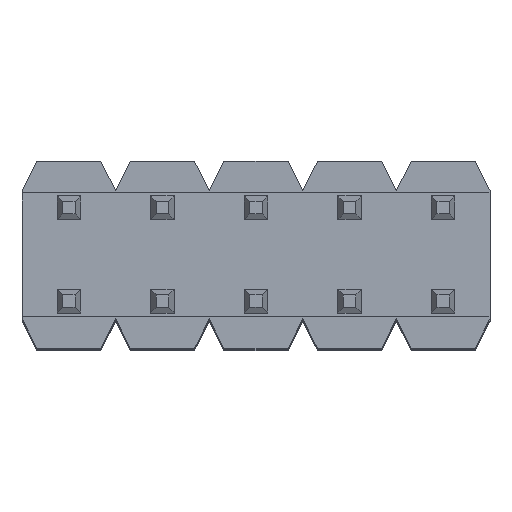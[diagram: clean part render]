
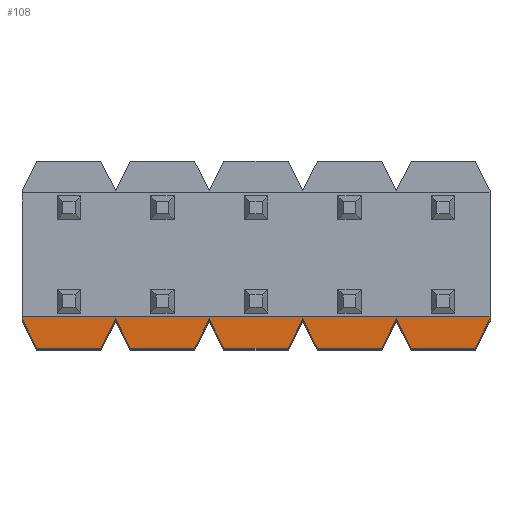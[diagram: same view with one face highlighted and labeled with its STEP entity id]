
A CAD part, top view. The second image highlights one B-rep face of the part: STEP entity #108.
In plain terms, the highlighted planar face has unit normal (0, 0, 1).
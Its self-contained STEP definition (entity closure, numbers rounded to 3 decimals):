
#59 = CARTESIAN_POINT ( 'NONE',  ( 39.304, -19.652, 41.5 ) ) ;
#108 = ADVANCED_FACE ( 'NONE', ( #324 ), #6516, .F. ) ;
#187 = LINE ( 'NONE', #10660, #8255 ) ;
#201 = ORIENTED_EDGE ( 'NONE', *, *, #6779, .T. ) ;
#221 = VECTOR ( 'NONE', #8259, 1000. ) ;
#271 = CARTESIAN_POINT ( 'NONE',  ( -50.8, -2.54, 41.5 ) ) ;
#324 = FACE_OUTER_BOUND ( 'NONE', #8423, .T. ) ;
#355 = ORIENTED_EDGE ( 'NONE', *, *, #3293, .T. ) ;
#358 = ORIENTED_EDGE ( 'NONE', *, *, #4819, .T. ) ;
#541 = LINE ( 'NONE', #1215, #2221 ) ;
#647 = CARTESIAN_POINT ( 'NONE',  ( 41.04, -2.54, 41.5 ) ) ;
#689 = CARTESIAN_POINT ( 'NONE',  ( 50.4, -2.54, 41.5 ) ) ;
#840 = LINE ( 'NONE', #6084, #1818 ) ;
#848 = VERTEX_POINT ( 'NONE', #8008 ) ;
#854 = CARTESIAN_POINT ( 'NONE',  ( 33.848, 16.924, 41.5 ) ) ;
#930 = DIRECTION ( 'NONE',  ( 1., 0., 0. ) ) ;
#935 = EDGE_CURVE ( 'NONE', #9842, #5870, #187, .T. ) ;
#1060 = DIRECTION ( 'NONE',  ( 1., 0., 0. ) ) ;
#1074 = VERTEX_POINT ( 'NONE', #5641 ) ;
#1215 = CARTESIAN_POINT ( 'NONE',  ( 35.24, -17.62, 41.5 ) ) ;
#1267 = DIRECTION ( 'NONE',  ( 1., 0., 0. ) ) ;
#1309 = VECTOR ( 'NONE', #3438, 1000. ) ;
#1525 = LINE ( 'NONE', #8391, #2145 ) ;
#1586 = EDGE_CURVE ( 'NONE', #4075, #1685, #8188, .T. ) ;
#1613 = CARTESIAN_POINT ( 'NONE',  ( 31.816, 15.908, 41.5 ) ) ;
#1619 = ORIENTED_EDGE ( 'NONE', *, *, #1853, .T. ) ;
#1623 = CARTESIAN_POINT ( 'NONE',  ( 48.66, -2.54, 41.5 ) ) ;
#1685 = VERTEX_POINT ( 'NONE', #2002 ) ;
#1818 = VECTOR ( 'NONE', #4276, 1000. ) ;
#1853 = EDGE_CURVE ( 'NONE', #7429, #11083, #4290, .T. ) ;
#2002 = CARTESIAN_POINT ( 'NONE',  ( 50.8, -1.675, 41.5 ) ) ;
#2063 = CARTESIAN_POINT ( 'NONE',  ( 45.32, -2.54, 41.5 ) ) ;
#2109 = VECTOR ( 'NONE', #1060, 1000. ) ;
#2145 = VECTOR ( 'NONE', #6597, 1000. ) ;
#2203 = EDGE_CURVE ( 'NONE', #11083, #9133, #1525, .T. ) ;
#2221 = VECTOR ( 'NONE', #4646, 1000. ) ;
#2250 = EDGE_CURVE ( 'NONE', #848, #9842, #10192, .T. ) ;
#2332 = EDGE_CURVE ( 'NONE', #10688, #2895, #840, .T. ) ;
#2488 = CARTESIAN_POINT ( 'NONE',  ( 42.78, -2.54, 41.5 ) ) ;
#2885 = CARTESIAN_POINT ( 'NONE',  ( 45.72, -1.74, 41.5 ) ) ;
#2895 = VERTEX_POINT ( 'NONE', #3238 ) ;
#3238 = CARTESIAN_POINT ( 'NONE',  ( 46.12, -2.54, 41.5 ) ) ;
#3248 = ORIENTED_EDGE ( 'NONE', *, *, #4396, .T. ) ;
#3293 = EDGE_CURVE ( 'NONE', #8567, #9379, #3981, .T. ) ;
#3385 = LINE ( 'NONE', #9351, #5231 ) ;
#3438 = DIRECTION ( 'NONE',  ( 0.447, 0.894, 0. ) ) ;
#3657 = CARTESIAN_POINT ( 'NONE',  ( 43.18, -1.74, 41.5 ) ) ;
#3676 = DIRECTION ( 'NONE',  ( 0.447, -0.894, 0. ) ) ;
#3709 = LINE ( 'NONE', #6308, #6227 ) ;
#3783 = DIRECTION ( 'NONE',  ( 0.447, -0.894, 0. ) ) ;
#3795 = CARTESIAN_POINT ( 'NONE',  ( 38.1, -1.675, 41.5 ) ) ;
#3886 = CARTESIAN_POINT ( 'NONE',  ( 29.784, 14.892, 41.5 ) ) ;
#3910 = LINE ( 'NONE', #7347, #7153 ) ;
#3928 = DIRECTION ( 'NONE',  ( -1., 0., 0. ) ) ;
#3981 = LINE ( 'NONE', #7367, #221 ) ;
#4075 = VERTEX_POINT ( 'NONE', #3795 ) ;
#4276 = DIRECTION ( 'NONE',  ( 0.447, -0.894, 0. ) ) ;
#4278 = LINE ( 'NONE', #7719, #1309 ) ;
#4290 = LINE ( 'NONE', #854, #4328 ) ;
#4328 = VECTOR ( 'NONE', #7788, 1000. ) ;
#4366 = ORIENTED_EDGE ( 'NONE', *, *, #9542, .T. ) ;
#4396 = EDGE_CURVE ( 'NONE', #9133, #10688, #4278, .T. ) ;
#4415 = ORIENTED_EDGE ( 'NONE', *, *, #7007, .T. ) ;
#4510 = EDGE_CURVE ( 'NONE', #9379, #9560, #9698, .T. ) ;
#4513 = CARTESIAN_POINT ( 'NONE',  ( 38.1, -1.74, 41.5 ) ) ;
#4582 = DIRECTION ( 'NONE',  ( 0., -1., 0. ) ) ;
#4625 = VECTOR ( 'NONE', #5186, 1000. ) ;
#4646 = DIRECTION ( 'NONE',  ( 0.447, 0.894, 0. ) ) ;
#4674 = CARTESIAN_POINT ( 'NONE',  ( 33.208, -16.604, 41.5 ) ) ;
#4729 = ORIENTED_EDGE ( 'NONE', *, *, #2332, .T. ) ;
#4819 = EDGE_CURVE ( 'NONE', #2895, #848, #10335, .T. ) ;
#4953 = EDGE_CURVE ( 'NONE', #9585, #7429, #541, .T. ) ;
#5131 = ORIENTED_EDGE ( 'NONE', *, *, #4510, .T. ) ;
#5186 = DIRECTION ( 'NONE',  ( 1., 0., 0. ) ) ;
#5213 = AXIS2_PLACEMENT_3D ( 'NONE', #7198, #7983, #3928 ) ;
#5231 = VECTOR ( 'NONE', #6819, 1000. ) ;
#5294 = ORIENTED_EDGE ( 'NONE', *, *, #1586, .F. ) ;
#5302 = CARTESIAN_POINT ( 'NONE',  ( -50.8, -2.54, 41.5 ) ) ;
#5305 = ORIENTED_EDGE ( 'NONE', *, *, #5480, .T. ) ;
#5480 = EDGE_CURVE ( 'NONE', #1074, #1685, #3385, .T. ) ;
#5641 = CARTESIAN_POINT ( 'NONE',  ( 50.8, -1.74, 41.5 ) ) ;
#5675 = ORIENTED_EDGE ( 'NONE', *, *, #2250, .T. ) ;
#5726 = EDGE_CURVE ( 'NONE', #9813, #8567, #8957, .T. ) ;
#5865 = CARTESIAN_POINT ( 'NONE',  ( 40.64, -1.74, 41.5 ) ) ;
#5870 = VERTEX_POINT ( 'NONE', #1623 ) ;
#5914 = DIRECTION ( 'NONE',  ( 0.447, 0.894, 0. ) ) ;
#6055 = CARTESIAN_POINT ( 'NONE',  ( -50.8, -2.54, 41.5 ) ) ;
#6084 = CARTESIAN_POINT ( 'NONE',  ( 35.88, 17.94, 41.5 ) ) ;
#6108 = EDGE_CURVE ( 'NONE', #6681, #1074, #3709, .T. ) ;
#6227 = VECTOR ( 'NONE', #8942, 1000. ) ;
#6308 = CARTESIAN_POINT ( 'NONE',  ( 41.336, -20.668, 41.5 ) ) ;
#6452 = CARTESIAN_POINT ( 'NONE',  ( -1949.2, -1.675, 41.5 ) ) ;
#6516 = PLANE ( 'NONE',  #5213 ) ;
#6575 = ORIENTED_EDGE ( 'NONE', *, *, #6108, .T. ) ;
#6597 = DIRECTION ( 'NONE',  ( 1., 0., 0. ) ) ;
#6681 = VERTEX_POINT ( 'NONE', #689 ) ;
#6763 = VECTOR ( 'NONE', #1267, 1000. ) ;
#6779 = EDGE_CURVE ( 'NONE', #5870, #6681, #8619, .T. ) ;
#6819 = DIRECTION ( 'NONE',  ( 0., 1., 0. ) ) ;
#7007 = EDGE_CURVE ( 'NONE', #10296, #9585, #9737, .T. ) ;
#7106 = ORIENTED_EDGE ( 'NONE', *, *, #2203, .T. ) ;
#7153 = VECTOR ( 'NONE', #4582, 1000. ) ;
#7198 = CARTESIAN_POINT ( 'NONE',  ( 0., 0., 41.5 ) ) ;
#7225 = CARTESIAN_POINT ( 'NONE',  ( 48.26, -1.74, 41.5 ) ) ;
#7347 = CARTESIAN_POINT ( 'NONE',  ( 38.1, 0., 41.5 ) ) ;
#7367 = CARTESIAN_POINT ( 'NONE',  ( -50.8, -2.54, 41.5 ) ) ;
#7429 = VERTEX_POINT ( 'NONE', #3657 ) ;
#7585 = DIRECTION ( 'NONE',  ( 0.447, -0.894, 0. ) ) ;
#7602 = VECTOR ( 'NONE', #930, 1000. ) ;
#7694 = LINE ( 'NONE', #1613, #8422 ) ;
#7719 = CARTESIAN_POINT ( 'NONE',  ( 37.272, -18.636, 41.5 ) ) ;
#7788 = DIRECTION ( 'NONE',  ( 0.447, -0.894, 0. ) ) ;
#7983 = DIRECTION ( 'NONE',  ( 0., 0., -1. ) ) ;
#8008 = CARTESIAN_POINT ( 'NONE',  ( 47.86, -2.54, 41.5 ) ) ;
#8188 = LINE ( 'NONE', #6452, #6763 ) ;
#8255 = VECTOR ( 'NONE', #3676, 1000. ) ;
#8259 = DIRECTION ( 'NONE',  ( 1., 0., 0. ) ) ;
#8320 = ORIENTED_EDGE ( 'NONE', *, *, #8845, .T. ) ;
#8331 = VECTOR ( 'NONE', #9804, 1000. ) ;
#8376 = VECTOR ( 'NONE', #3783, 1000. ) ;
#8391 = CARTESIAN_POINT ( 'NONE',  ( -50.8, -2.54, 41.5 ) ) ;
#8422 = VECTOR ( 'NONE', #7585, 1000. ) ;
#8423 = EDGE_LOOP ( 'NONE', ( #5294, #4366, #9267, #355, #5131, #8320, #4415, #9305, #1619, #7106, #3248, #4729, #358, #5675, #9806, #201, #6575, #5305 ) ) ;
#8567 = VERTEX_POINT ( 'NONE', #9569 ) ;
#8619 = LINE ( 'NONE', #5302, #4625 ) ;
#8645 = VECTOR ( 'NONE', #5914, 1000. ) ;
#8750 = CARTESIAN_POINT ( 'NONE',  ( 40.24, -2.54, 41.5 ) ) ;
#8845 = EDGE_CURVE ( 'NONE', #9560, #10296, #7694, .T. ) ;
#8942 = DIRECTION ( 'NONE',  ( 0.447, 0.894, 0. ) ) ;
#8957 = LINE ( 'NONE', #3886, #8376 ) ;
#9133 = VERTEX_POINT ( 'NONE', #2063 ) ;
#9267 = ORIENTED_EDGE ( 'NONE', *, *, #5726, .T. ) ;
#9305 = ORIENTED_EDGE ( 'NONE', *, *, #4953, .T. ) ;
#9351 = CARTESIAN_POINT ( 'NONE',  ( 50.8, -2.54, 41.5 ) ) ;
#9379 = VERTEX_POINT ( 'NONE', #8750 ) ;
#9542 = EDGE_CURVE ( 'NONE', #4075, #9813, #3910, .T. ) ;
#9560 = VERTEX_POINT ( 'NONE', #5865 ) ;
#9569 = CARTESIAN_POINT ( 'NONE',  ( 38.5, -2.54, 41.5 ) ) ;
#9585 = VERTEX_POINT ( 'NONE', #2488 ) ;
#9698 = LINE ( 'NONE', #4674, #8331 ) ;
#9737 = LINE ( 'NONE', #271, #2109 ) ;
#9804 = DIRECTION ( 'NONE',  ( 0.447, 0.894, 0. ) ) ;
#9806 = ORIENTED_EDGE ( 'NONE', *, *, #935, .T. ) ;
#9813 = VERTEX_POINT ( 'NONE', #4513 ) ;
#9842 = VERTEX_POINT ( 'NONE', #7225 ) ;
#10039 = CARTESIAN_POINT ( 'NONE',  ( 43.58, -2.54, 41.5 ) ) ;
#10192 = LINE ( 'NONE', #59, #8645 ) ;
#10296 = VERTEX_POINT ( 'NONE', #647 ) ;
#10335 = LINE ( 'NONE', #6055, #7602 ) ;
#10660 = CARTESIAN_POINT ( 'NONE',  ( 37.912, 18.956, 41.5 ) ) ;
#10688 = VERTEX_POINT ( 'NONE', #2885 ) ;
#11083 = VERTEX_POINT ( 'NONE', #10039 ) ;
